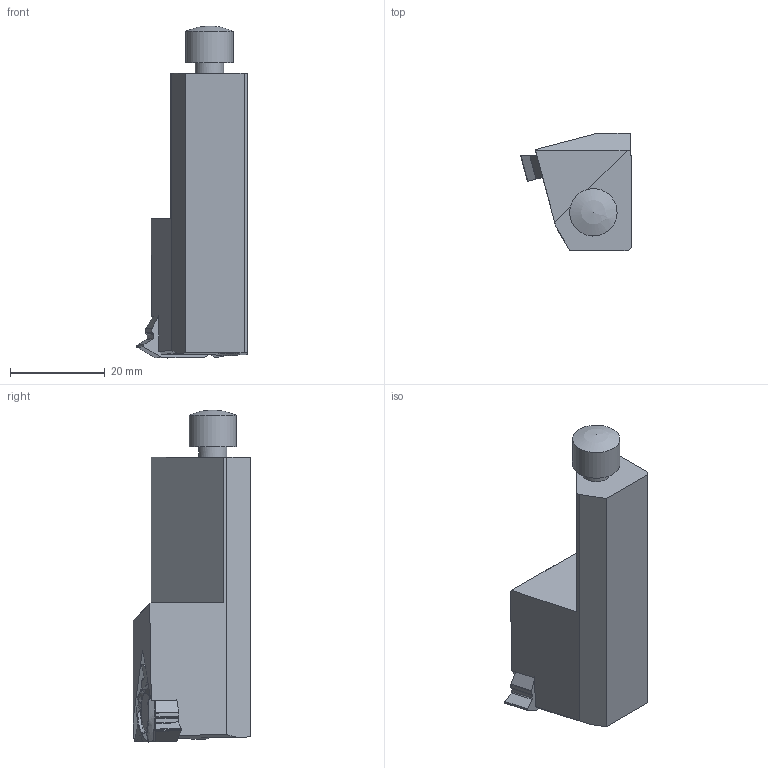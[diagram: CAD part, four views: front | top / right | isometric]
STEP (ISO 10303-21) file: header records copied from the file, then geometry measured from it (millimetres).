
FILE_DESCRIPTION(/* description */ (''),/* implementation_level */ '2;1');
FILE_NAME(/* name */ '1574152448616.stp',/* time_stamp */ '2019-11-19T14:04:18+06:00',/* author */ (''),/* organization */ ('SMS'),/* preprocessor_version */ 'ST-DEVELOPER v16.7',/* originating_system */ 'SIEMENS PLM Software NX 12.0',/* authorisation */ '');
FILE_SCHEMA (('AUTOMOTIVE_DESIGN { 1 0 10303 214 3 1 1 1 }'));
Length unit declared in the file: millimetre
Products named in the file (4): ASSEMBLY_CONSTRUCTION; 202697966mod000_00; 202175251mod000_00; 202175249mod000_00
Assembly tree (3 placements, depth 2):
  202175249mod000_00
    202175251mod000_00
    202697966mod000_00
    ASSEMBLY_CONSTRUCTION
Bounding box: 23.34 x 24.75 x 70 mm (x, y, z)
Volume: 18651.4 mm3; surface area: 6228.9 mm2
Topology: 2 solids, 2 shells, 209 faces, 549 edges, 344 vertices
Faces by surface type: plane 80, cylinder 43, bspline 39, sphere 14, extrusion 14, torus 10, cone 9
Full cylindrical faces by diameter (mm): 5.7 x2, 6 x1, 10 x1
Entity records: 9064 total; most frequent: CARTESIAN_POINT 4157, ORIENTED_EDGE 1036, DIRECTION 909, EDGE_CURVE 518, AXIS2_PLACEMENT_3D 329, VERTEX_POINT 327, VECTOR 251, LINE 237
